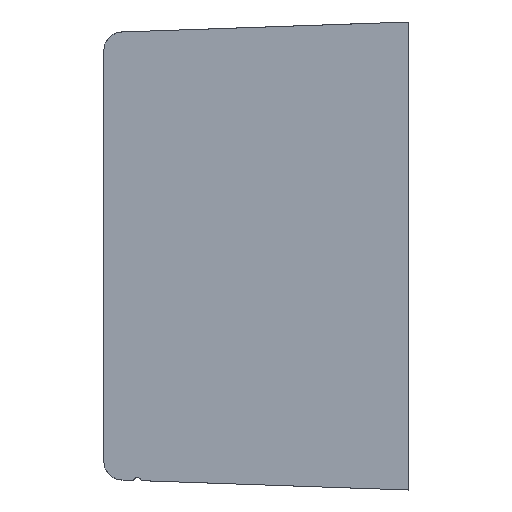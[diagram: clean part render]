
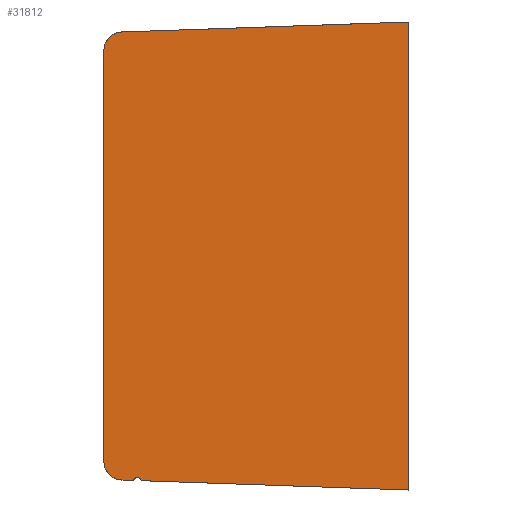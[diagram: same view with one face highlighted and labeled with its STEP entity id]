
A CAD part, left-side view. The second image highlights one B-rep face of the part: STEP entity #31812.
In plain terms, the highlighted planar face has unit normal (-1, 0, 0).
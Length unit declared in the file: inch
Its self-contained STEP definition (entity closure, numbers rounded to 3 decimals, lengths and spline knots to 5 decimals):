
#1896 = CARTESIAN_POINT ( 'NONE',  ( -0.9935, 2.89106, -2.41359 ) ) ;
#3150 = ORIENTED_EDGE ( 'NONE', *, *, #50423, .T. ) ;
#3494 = VERTEX_POINT ( 'NONE', #54371 ) ;
#5538 = CARTESIAN_POINT ( 'NONE',  ( -0.9935, 3.25, 2.5 ) ) ;
#6323 = CARTESIAN_POINT ( 'NONE',  ( -0.9935, 3.05, 2.19337 ) ) ;
#6463 = DIRECTION ( 'NONE',  ( 0., -1., 0. ) ) ;
#7233 = VECTOR ( 'NONE', #40682, 39.37008 ) ;
#8410 = DIRECTION ( 'NONE',  ( -1., 0., 0. ) ) ;
#8628 = CARTESIAN_POINT ( 'NONE',  ( -0.9935, 3.05698, 2.39325 ) ) ;
#9647 = CARTESIAN_POINT ( 'NONE',  ( -0.9935, 0., 2.5 ) ) ;
#9895 = DIRECTION ( 'NONE',  ( 0., -0.999, -0.035 ) ) ;
#10890 = DIRECTION ( 'NONE',  ( 0., 1., 0. ) ) ;
#11043 = FACE_OUTER_BOUND ( 'NONE', #42135, .T. ) ;
#12051 = DIRECTION ( 'NONE',  ( 0., -0.999, -0.035 ) ) ;
#12943 = AXIS2_PLACEMENT_3D ( 'NONE', #35666, #8410, #40200 ) ;
#13924 = CARTESIAN_POINT ( 'NONE',  ( -0.9935, 3.42043, -2.38056 ) ) ;
#14250 = DIRECTION ( 'NONE',  ( 0., 0., -1. ) ) ;
#14797 = VERTEX_POINT ( 'NONE', #8628 ) ;
#15410 = LINE ( 'NONE', #13924, #21135 ) ;
#15435 = VERTEX_POINT ( 'NONE', #58948 ) ;
#16153 = EDGE_CURVE ( 'NONE', #55634, #15435, #30627, .T. ) ;
#19148 = DIRECTION ( 'NONE',  ( 0., 0., -1. ) ) ;
#19414 = LINE ( 'NONE', #36164, #7233 ) ;
#19782 = ORIENTED_EDGE ( 'NONE', *, *, #16153, .F. ) ;
#20411 = CARTESIAN_POINT ( 'NONE',  ( -0.9935, 3.25, 2.5 ) ) ;
#20489 = ORIENTED_EDGE ( 'NONE', *, *, #30434, .T. ) ;
#21135 = VECTOR ( 'NONE', #12051, 39.37008 ) ;
#21508 = CARTESIAN_POINT ( 'NONE',  ( -0.9935, 3.05698, -2.39325 ) ) ;
#24792 = PLANE ( 'NONE',  #35548 ) ;
#24986 = DIRECTION ( 'NONE',  ( 0., 1., 0. ) ) ;
#26017 = ORIENTED_EDGE ( 'NONE', *, *, #49197, .F. ) ;
#26577 = LINE ( 'NONE', #41683, #38612 ) ;
#27682 = CARTESIAN_POINT ( 'NONE',  ( -0.9935, 0., -2.5 ) ) ;
#28348 = EDGE_CURVE ( 'NONE', #55634, #31126, #26577, .T. ) ;
#28943 = CIRCLE ( 'NONE', #57725, 0.2 ) ;
#29594 = VERTEX_POINT ( 'NONE', #52165 ) ;
#29712 = VERTEX_POINT ( 'NONE', #21508 ) ;
#30434 = EDGE_CURVE ( 'NONE', #47783, #29712, #38216, .T. ) ;
#30627 = CIRCLE ( 'NONE', #51904, 0.045 ) ;
#31126 = VERTEX_POINT ( 'NONE', #27682 ) ;
#31812 = ADVANCED_FACE ( 'NONE', ( #11043 ), #24792, .F. ) ;
#33774 = DIRECTION ( 'NONE',  ( -1., 0., 0. ) ) ;
#34662 = EDGE_CURVE ( 'NONE', #29712, #15435, #15410, .T. ) ;
#35548 = AXIS2_PLACEMENT_3D ( 'NONE', #20411, #52012, #24986 ) ;
#35666 = CARTESIAN_POINT ( 'NONE',  ( -0.9935, 3.05, -2.19337 ) ) ;
#36164 = CARTESIAN_POINT ( 'NONE',  ( -0.9935, 3.24604, 2.38665 ) ) ;
#36867 = CARTESIAN_POINT ( 'NONE',  ( -0.9935, 2.84799, -2.40055 ) ) ;
#37848 = ORIENTED_EDGE ( 'NONE', *, *, #50250, .T. ) ;
#37981 = EDGE_CURVE ( 'NONE', #29594, #31126, #42087, .T. ) ;
#38172 = DIRECTION ( 'NONE',  ( -1., 0., 0. ) ) ;
#38216 = CIRCLE ( 'NONE', #12943, 0.2 ) ;
#38612 = VECTOR ( 'NONE', #9895, 39.37008 ) ;
#40200 = DIRECTION ( 'NONE',  ( 0., 1., 0. ) ) ;
#40682 = DIRECTION ( 'NONE',  ( 0., -0.999, 0.035 ) ) ;
#41683 = CARTESIAN_POINT ( 'NONE',  ( -0.9935, 3.42043, -2.38056 ) ) ;
#41691 = LINE ( 'NONE', #5538, #53694 ) ;
#42087 = LINE ( 'NONE', #9647, #52657 ) ;
#42135 = EDGE_LOOP ( 'NONE', ( #47205, #47778, #26017, #3150, #37848, #20489, #44568, #19782 ) ) ;
#44568 = ORIENTED_EDGE ( 'NONE', *, *, #34662, .T. ) ;
#47205 = ORIENTED_EDGE ( 'NONE', *, *, #28348, .T. ) ;
#47778 = ORIENTED_EDGE ( 'NONE', *, *, #37981, .F. ) ;
#47783 = VERTEX_POINT ( 'NONE', #49181 ) ;
#49181 = CARTESIAN_POINT ( 'NONE',  ( -0.9935, 3.25, -2.19337 ) ) ;
#49197 = EDGE_CURVE ( 'NONE', #14797, #29594, #19414, .T. ) ;
#50250 = EDGE_CURVE ( 'NONE', #3494, #47783, #41691, .T. ) ;
#50423 = EDGE_CURVE ( 'NONE', #14797, #3494, #28943, .T. ) ;
#51904 = AXIS2_PLACEMENT_3D ( 'NONE', #1896, #33774, #6463 ) ;
#52012 = DIRECTION ( 'NONE',  ( 1., 0., 0. ) ) ;
#52165 = CARTESIAN_POINT ( 'NONE',  ( -0.9935, 0., 2.5 ) ) ;
#52657 = VECTOR ( 'NONE', #14250, 39.37008 ) ;
#53694 = VECTOR ( 'NONE', #19148, 39.37008 ) ;
#54371 = CARTESIAN_POINT ( 'NONE',  ( -0.9935, 3.25, 2.19337 ) ) ;
#55634 = VERTEX_POINT ( 'NONE', #36867 ) ;
#57725 = AXIS2_PLACEMENT_3D ( 'NONE', #6323, #38172, #10890 ) ;
#58948 = CARTESIAN_POINT ( 'NONE',  ( -0.9935, 2.93311, -2.39757 ) ) ;
